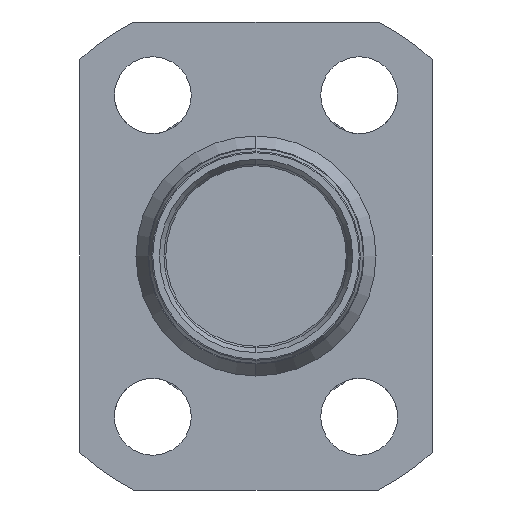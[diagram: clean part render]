
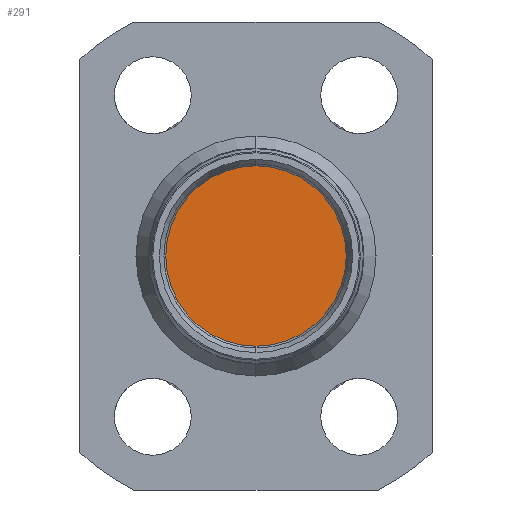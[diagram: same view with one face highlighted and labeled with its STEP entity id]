
A CAD part, left-side view. The second image highlights one B-rep face of the part: STEP entity #291.
In plain terms, the highlighted planar face has unit normal (-1, 0, 0).
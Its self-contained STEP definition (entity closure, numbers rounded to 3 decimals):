
#27 = DIRECTION ( 'NONE',  ( 0., 0., 1. ) ) ;
#76 = DIRECTION ( 'NONE',  ( 0., 0., -1. ) ) ;
#130 = DIRECTION ( 'NONE',  ( 0., 0., 1. ) ) ;
#291 = ADVANCED_FACE ( 'NONE', ( #2015 ), #1813, .F. ) ;
#588 = CARTESIAN_POINT ( 'NONE',  ( 0.541, 0., 0. ) ) ;
#614 = AXIS2_PLACEMENT_3D ( 'NONE', #2221, #1185, #130 ) ;
#615 = CARTESIAN_POINT ( 'NONE',  ( 0.541, 0., 3.758 ) ) ;
#617 = EDGE_LOOP ( 'NONE', ( #710, #1545 ) ) ;
#710 = ORIENTED_EDGE ( 'NONE', *, *, #2143, .T. ) ;
#723 = VERTEX_POINT ( 'NONE', #615 ) ;
#942 = VERTEX_POINT ( 'NONE', #1211 ) ;
#1091 = DIRECTION ( 'NONE',  ( -1., 0., 0. ) ) ;
#1138 = DIRECTION ( 'NONE',  ( 1., 0., 0. ) ) ;
#1139 = CIRCLE ( 'NONE', #614, 3.758 ) ;
#1185 = DIRECTION ( 'NONE',  ( -1., 0., 0. ) ) ;
#1211 = CARTESIAN_POINT ( 'NONE',  ( 0.541, 0., -3.758 ) ) ;
#1373 = AXIS2_PLACEMENT_3D ( 'NONE', #2126, #1091, #27 ) ;
#1545 = ORIENTED_EDGE ( 'NONE', *, *, #1648, .T. ) ;
#1548 = CIRCLE ( 'NONE', #1373, 3.758 ) ;
#1648 = EDGE_CURVE ( 'NONE', #723, #942, #1139, .T. ) ;
#1813 = PLANE ( 'NONE',  #2233 ) ;
#2015 = FACE_OUTER_BOUND ( 'NONE', #617, .T. ) ;
#2126 = CARTESIAN_POINT ( 'NONE',  ( 0.541, 0., 0. ) ) ;
#2143 = EDGE_CURVE ( 'NONE', #942, #723, #1548, .T. ) ;
#2221 = CARTESIAN_POINT ( 'NONE',  ( 0.541, 0., 0. ) ) ;
#2233 = AXIS2_PLACEMENT_3D ( 'NONE', #588, #1138, #76 ) ;
